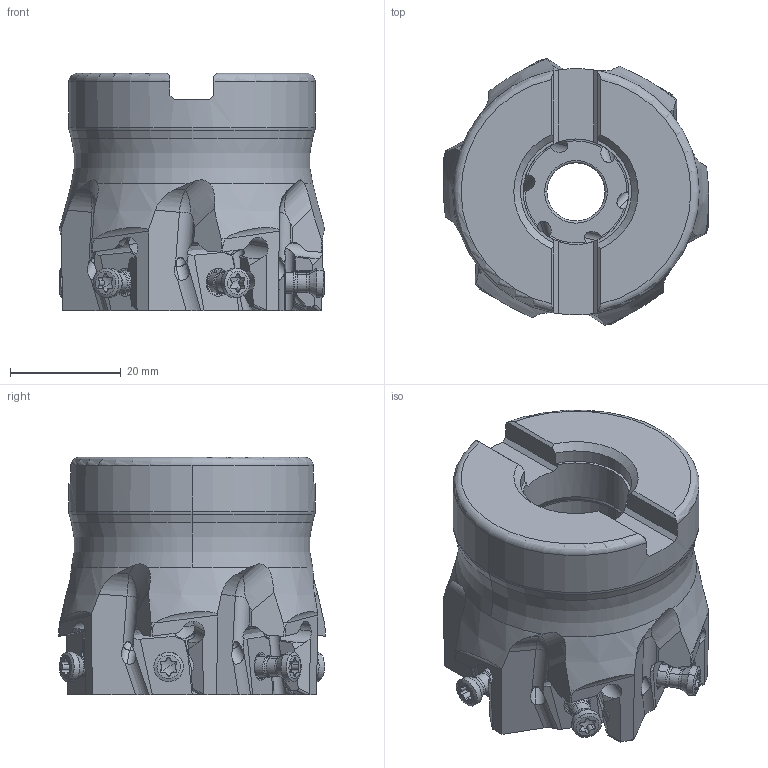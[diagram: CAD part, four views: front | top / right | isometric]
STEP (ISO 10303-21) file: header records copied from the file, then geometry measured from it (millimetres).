
FILE_DESCRIPTION(/* description */ (''),/* implementation_level */ '2;1');
FILE_NAME(/* name */ 'VPX300UR2_0006AA.stp',/* time_stamp */ '2025-08-21T15:40:23+09:00',/* author */ (''),/* organization */ (''),/* preprocessor_version */ 'ST-DEVELOPER v16',/* originating_system */ 'SIEMENS PLM Software NX 10.0',/* authorisation */ '');
FILE_SCHEMA (('AUTOMOTIVE_DESIGN { 1 0 10303 214 3 1 1 1 }'));
Length unit declared in the file: millimetre
Products named in the file (1): VPX300UR2_0006AA_ASM
Bounding box: 47.86 x 48.09 x 42.85 mm (x, y, z)
Volume: 49914.1 mm3; surface area: 14594.1 mm2
Topology: 7 solids, 7 shells, 646 faces, 1801 edges, 1174 vertices
Faces by surface type: cylinder 276, plane 190, cone 78, torus 60, extrusion 24, sphere 12, bspline 6
Entity records: 27363 total; most frequent: CARTESIAN_POINT 10944, ORIENTED_EDGE 3554, DIRECTION 3264, EDGE_CURVE 1777, AXIS2_PLACEMENT_3D 1303, VERTEX_POINT 1165, EDGE_LOOP 680, VECTOR 658
